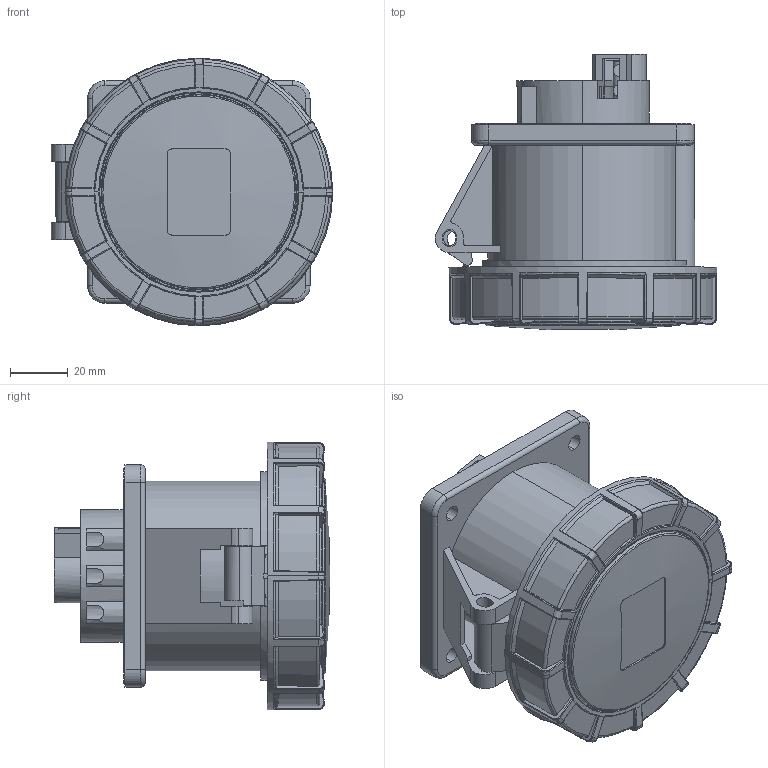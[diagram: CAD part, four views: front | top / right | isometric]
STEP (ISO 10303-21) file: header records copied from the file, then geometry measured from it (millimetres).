
FILE_DESCRIPTION (( 'STEP AP214' ), '1' );
FILE_NAME ('DEP2-3242.STEP', '2025-01-05T08:26:00', ( '' ), ( '' ), 'SwSTEP 2.0', 'SolidWorks 2022', '' );
FILE_SCHEMA (( 'AUTOMOTIVE_DESIGN' ));
Length unit declared in the file: millimetre
Products named in the file (1): DEP2-3242
Bounding box: 97.45 x 95.42 x 92.7 mm (x, y, z)
Surface area: 76792 mm2 (no closed solid volume)
Topology: 0 solids, 14 shells, 484 faces, 1819 edges, 1321 vertices
Faces by surface type: plane 164, cylinder 155, bspline 122, cone 43
Entity records: 26032 total; most frequent: CARTESIAN_POINT 12273, ORIENTED_EDGE 2907, DIRECTION 2440, EDGE_CURVE 1815, VERTEX_POINT 1320, AXIS2_PLACEMENT_3D 867, VECTOR 706, LINE 706
